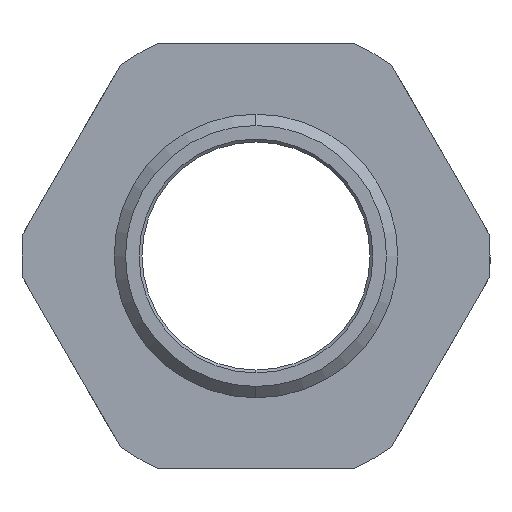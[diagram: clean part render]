
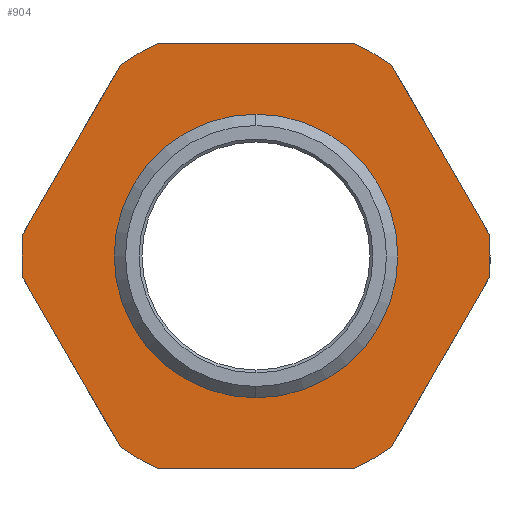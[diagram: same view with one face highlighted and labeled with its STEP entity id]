
A CAD part, left-side view. The second image highlights one B-rep face of the part: STEP entity #904.
In plain terms, the highlighted planar face has unit normal (-1, 0, 0).
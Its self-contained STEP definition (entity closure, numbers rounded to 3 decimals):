
#23 = CARTESIAN_POINT ( 'NONE',  ( 15., 20.534, -1.934 ) ) ;
#87 = CARTESIAN_POINT ( 'NONE',  ( 15., -11.942, 16.816 ) ) ;
#113 = CARTESIAN_POINT ( 'NONE',  ( 15., -8.592, -18.75 ) ) ;
#129 = VECTOR ( 'NONE', #2371, 1000. ) ;
#134 = DIRECTION ( 'NONE',  ( 0., 0., 1. ) ) ;
#141 = ORIENTED_EDGE ( 'NONE', *, *, #3130, .T. ) ;
#160 = ORIENTED_EDGE ( 'NONE', *, *, #1175, .F. ) ;
#205 = LINE ( 'NONE', #999, #2745 ) ;
#237 = EDGE_CURVE ( 'NONE', #595, #2038, #1196, .T. ) ;
#241 = CIRCLE ( 'NONE', #2043, 12.5 ) ;
#329 = LINE ( 'NONE', #381, #2007 ) ;
#341 = ORIENTED_EDGE ( 'NONE', *, *, #533, .T. ) ;
#345 = CARTESIAN_POINT ( 'NONE',  ( 15., 20.534, 1.934 ) ) ;
#353 = DIRECTION ( 'NONE',  ( 0., 0., 1. ) ) ;
#362 = CARTESIAN_POINT ( 'NONE',  ( 15., 11.942, 16.816 ) ) ;
#381 = CARTESIAN_POINT ( 'NONE',  ( 15., -8.592, -18.75 ) ) ;
#408 = DIRECTION ( 'NONE',  ( 0., 0., 1. ) ) ;
#533 = EDGE_CURVE ( 'NONE', #728, #2605, #1789, .T. ) ;
#557 = CARTESIAN_POINT ( 'NONE',  ( 15., -20.534, -1.934 ) ) ;
#582 = CARTESIAN_POINT ( 'NONE',  ( 15., -8.592, 18.75 ) ) ;
#587 = CARTESIAN_POINT ( 'NONE',  ( 15., 8.592, -18.75 ) ) ;
#595 = VERTEX_POINT ( 'NONE', #113 ) ;
#610 = CIRCLE ( 'NONE', #2401, 20.625 ) ;
#621 = EDGE_LOOP ( 'NONE', ( #3204, #1654, #3133, #1605, #2768, #2806, #1995, #1195, #141, #341, #844, #1684 ) ) ;
#662 = DIRECTION ( 'NONE',  ( 0., 0., 1. ) ) ;
#673 = CARTESIAN_POINT ( 'NONE',  ( 15., 0., 0. ) ) ;
#680 = CARTESIAN_POINT ( 'NONE',  ( 15., -20.534, 1.934 ) ) ;
#728 = VERTEX_POINT ( 'NONE', #582 ) ;
#823 = DIRECTION ( 'NONE',  ( 0., 1., 0. ) ) ;
#844 = ORIENTED_EDGE ( 'NONE', *, *, #2726, .T. ) ;
#893 = DIRECTION ( 'NONE',  ( 0., -1., 0. ) ) ;
#904 = ADVANCED_FACE ( 'NONE', ( #1783, #1094 ), #1327, .T. ) ;
#915 = AXIS2_PLACEMENT_3D ( 'NONE', #1696, #2181, #1939 ) ;
#960 = VERTEX_POINT ( 'NONE', #2385 ) ;
#999 = CARTESIAN_POINT ( 'NONE',  ( 15., 11.942, -16.816 ) ) ;
#1031 = EDGE_CURVE ( 'NONE', #3278, #2206, #2960, .T. ) ;
#1034 = VERTEX_POINT ( 'NONE', #587 ) ;
#1091 = AXIS2_PLACEMENT_3D ( 'NONE', #2622, #1617, #353 ) ;
#1094 = FACE_OUTER_BOUND ( 'NONE', #621, .T. ) ;
#1102 = LINE ( 'NONE', #2309, #2046 ) ;
#1123 = EDGE_CURVE ( 'NONE', #2631, #2572, #1366, .T. ) ;
#1147 = LINE ( 'NONE', #557, #1750 ) ;
#1175 = EDGE_CURVE ( 'NONE', #1936, #960, #2355, .T. ) ;
#1177 = CARTESIAN_POINT ( 'NONE',  ( 15., -11.942, -16.816 ) ) ;
#1194 = CARTESIAN_POINT ( 'NONE',  ( 15., 0., 0. ) ) ;
#1195 = ORIENTED_EDGE ( 'NONE', *, *, #1031, .T. ) ;
#1196 = CIRCLE ( 'NONE', #1763, 20.625 ) ;
#1200 = CARTESIAN_POINT ( 'NONE',  ( 15., -11.942, 16.816 ) ) ;
#1244 = CARTESIAN_POINT ( 'NONE',  ( 15., 0., -12.5 ) ) ;
#1257 = CARTESIAN_POINT ( 'NONE',  ( 15., 0., 0. ) ) ;
#1327 = PLANE ( 'NONE',  #3121 ) ;
#1366 = CIRCLE ( 'NONE', #915, 20.625 ) ;
#1367 = EDGE_CURVE ( 'NONE', #2065, #2631, #1102, .T. ) ;
#1434 = CIRCLE ( 'NONE', #1091, 20.625 ) ;
#1577 = CARTESIAN_POINT ( 'NONE',  ( 15., 0., 0. ) ) ;
#1605 = ORIENTED_EDGE ( 'NONE', *, *, #2049, .T. ) ;
#1617 = DIRECTION ( 'NONE',  ( -1., 0., 0. ) ) ;
#1654 = ORIENTED_EDGE ( 'NONE', *, *, #2940, .T. ) ;
#1667 = CARTESIAN_POINT ( 'NONE',  ( 15., 0., 0. ) ) ;
#1681 = DIRECTION ( 'NONE',  ( -1., 0., 0. ) ) ;
#1684 = ORIENTED_EDGE ( 'NONE', *, *, #1367, .T. ) ;
#1696 = CARTESIAN_POINT ( 'NONE',  ( 15., 0., 0. ) ) ;
#1740 = CARTESIAN_POINT ( 'NONE',  ( 15., 0., 0. ) ) ;
#1747 = DIRECTION ( 'NONE',  ( -1., 0., 0. ) ) ;
#1750 = VECTOR ( 'NONE', #2867, 1000. ) ;
#1760 = DIRECTION ( 'NONE',  ( -1., 0., 0. ) ) ;
#1763 = AXIS2_PLACEMENT_3D ( 'NONE', #1577, #3055, #3065 ) ;
#1783 = FACE_BOUND ( 'NONE', #3106, .T. ) ;
#1789 = LINE ( 'NONE', #3098, #2354 ) ;
#1835 = VERTEX_POINT ( 'NONE', #2204 ) ;
#1890 = EDGE_CURVE ( 'NONE', #2198, #1034, #1974, .T. ) ;
#1936 = VERTEX_POINT ( 'NONE', #1244 ) ;
#1939 = DIRECTION ( 'NONE',  ( 0., 0., 1. ) ) ;
#1974 = CIRCLE ( 'NONE', #1984, 20.625 ) ;
#1975 = EDGE_CURVE ( 'NONE', #2038, #1835, #1147, .T. ) ;
#1984 = AXIS2_PLACEMENT_3D ( 'NONE', #1257, #1760, #1987 ) ;
#1987 = DIRECTION ( 'NONE',  ( 0., 0., 1. ) ) ;
#1995 = ORIENTED_EDGE ( 'NONE', *, *, #2659, .T. ) ;
#2007 = VECTOR ( 'NONE', #893, 1000. ) ;
#2010 = DIRECTION ( 'NONE',  ( 0., 0., 1. ) ) ;
#2038 = VERTEX_POINT ( 'NONE', #1177 ) ;
#2043 = AXIS2_PLACEMENT_3D ( 'NONE', #1194, #2701, #134 ) ;
#2046 = VECTOR ( 'NONE', #2807, 1000. ) ;
#2049 = EDGE_CURVE ( 'NONE', #1034, #595, #329, .T. ) ;
#2060 = DIRECTION ( 'NONE',  ( 0., 0., 1. ) ) ;
#2065 = VERTEX_POINT ( 'NONE', #362 ) ;
#2075 = DIRECTION ( 'NONE',  ( -1., 0., 0. ) ) ;
#2084 = CARTESIAN_POINT ( 'NONE',  ( 15., 8.592, 18.75 ) ) ;
#2149 = DIRECTION ( 'NONE',  ( -1., 0., 0. ) ) ;
#2181 = DIRECTION ( 'NONE',  ( -1., 0., 0. ) ) ;
#2198 = VERTEX_POINT ( 'NONE', #2705 ) ;
#2204 = CARTESIAN_POINT ( 'NONE',  ( 15., -20.534, -1.934 ) ) ;
#2206 = VERTEX_POINT ( 'NONE', #1200 ) ;
#2309 = CARTESIAN_POINT ( 'NONE',  ( 15., 20.534, 1.934 ) ) ;
#2316 = CARTESIAN_POINT ( 'NONE',  ( 15., 12.5, 0. ) ) ;
#2354 = VECTOR ( 'NONE', #823, 1000. ) ;
#2355 = CIRCLE ( 'NONE', #2671, 12.5 ) ;
#2371 = DIRECTION ( 'NONE',  ( 0., 0.5, 0.866 ) ) ;
#2385 = CARTESIAN_POINT ( 'NONE',  ( 15., 0., 12.5 ) ) ;
#2401 = AXIS2_PLACEMENT_3D ( 'NONE', #1667, #1681, #408 ) ;
#2515 = ORIENTED_EDGE ( 'NONE', *, *, #3254, .F. ) ;
#2521 = DIRECTION ( 'NONE',  ( 0., -0.5, -0.866 ) ) ;
#2572 = VERTEX_POINT ( 'NONE', #23 ) ;
#2605 = VERTEX_POINT ( 'NONE', #2084 ) ;
#2620 = CIRCLE ( 'NONE', #2792, 20.625 ) ;
#2622 = CARTESIAN_POINT ( 'NONE',  ( 15., 0., 0. ) ) ;
#2631 = VERTEX_POINT ( 'NONE', #345 ) ;
#2659 = EDGE_CURVE ( 'NONE', #1835, #3278, #610, .T. ) ;
#2671 = AXIS2_PLACEMENT_3D ( 'NONE', #1740, #1747, #2010 ) ;
#2701 = DIRECTION ( 'NONE',  ( -1., 0., 0. ) ) ;
#2705 = CARTESIAN_POINT ( 'NONE',  ( 15., 11.942, -16.816 ) ) ;
#2726 = EDGE_CURVE ( 'NONE', #2605, #2065, #2620, .T. ) ;
#2745 = VECTOR ( 'NONE', #2521, 1000. ) ;
#2768 = ORIENTED_EDGE ( 'NONE', *, *, #237, .T. ) ;
#2792 = AXIS2_PLACEMENT_3D ( 'NONE', #673, #2149, #662 ) ;
#2806 = ORIENTED_EDGE ( 'NONE', *, *, #1975, .T. ) ;
#2807 = DIRECTION ( 'NONE',  ( 0., 0.5, -0.866 ) ) ;
#2867 = DIRECTION ( 'NONE',  ( 0., -0.5, 0.866 ) ) ;
#2940 = EDGE_CURVE ( 'NONE', #2572, #2198, #205, .T. ) ;
#2960 = LINE ( 'NONE', #87, #129 ) ;
#3055 = DIRECTION ( 'NONE',  ( -1., 0., 0. ) ) ;
#3065 = DIRECTION ( 'NONE',  ( 0., 0., 1. ) ) ;
#3098 = CARTESIAN_POINT ( 'NONE',  ( 15., 8.592, 18.75 ) ) ;
#3106 = EDGE_LOOP ( 'NONE', ( #160, #2515 ) ) ;
#3121 = AXIS2_PLACEMENT_3D ( 'NONE', #2316, #2075, #2060 ) ;
#3130 = EDGE_CURVE ( 'NONE', #2206, #728, #1434, .T. ) ;
#3133 = ORIENTED_EDGE ( 'NONE', *, *, #1890, .T. ) ;
#3204 = ORIENTED_EDGE ( 'NONE', *, *, #1123, .T. ) ;
#3254 = EDGE_CURVE ( 'NONE', #960, #1936, #241, .T. ) ;
#3278 = VERTEX_POINT ( 'NONE', #680 ) ;
